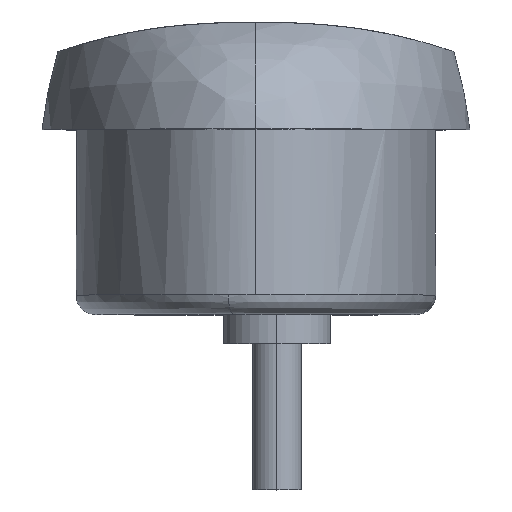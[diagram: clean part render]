
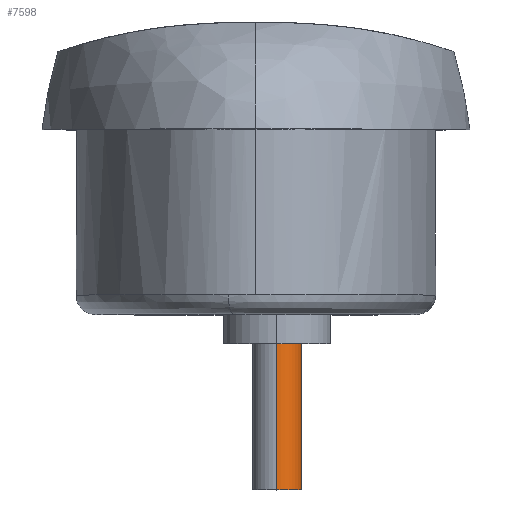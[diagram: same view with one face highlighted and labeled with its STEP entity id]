
A CAD part, top view. The second image highlights one B-rep face of the part: STEP entity #7598.
In plain terms, the highlighted cylindrical face has radius 2.5 mm (diameter 5 mm), a partial arc.
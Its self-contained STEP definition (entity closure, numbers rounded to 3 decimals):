
#14 = CARTESIAN_POINT ( 'NONE',  ( 2.15, -48., -2.5 ) ) ;
#59 = CARTESIAN_POINT ( 'NONE',  ( 2.15, -48., -2.5 ) ) ;
#113 = DIRECTION ( 'NONE',  ( 0., 0., 1. ) ) ;
#523 = DIRECTION ( 'NONE',  ( 0., -1., 0. ) ) ;
#548 = VECTOR ( 'NONE', #1952, 1000. ) ;
#822 = ORIENTED_EDGE ( 'NONE', *, *, #4025, .T. ) ;
#955 = AXIS2_PLACEMENT_3D ( 'NONE', #6037, #7852, #113 ) ;
#1698 = ORIENTED_EDGE ( 'NONE', *, *, #2627, .F. ) ;
#1764 = VERTEX_POINT ( 'NONE', #6957 ) ;
#1952 = DIRECTION ( 'NONE',  ( 0., 1., 0. ) ) ;
#1969 = CYLINDRICAL_SURFACE ( 'NONE', #955, 2.5 ) ;
#2328 = CIRCLE ( 'NONE', #4274, 2.5 ) ;
#2339 = LINE ( 'NONE', #5014, #548 ) ;
#2627 = EDGE_CURVE ( 'NONE', #3394, #1764, #7272, .T. ) ;
#2736 = AXIS2_PLACEMENT_3D ( 'NONE', #4398, #5575, #3785 ) ;
#3177 = FACE_OUTER_BOUND ( 'NONE', #4231, .T. ) ;
#3375 = EDGE_CURVE ( 'NONE', #7540, #5943, #2328, .T. ) ;
#3394 = VERTEX_POINT ( 'NONE', #14 ) ;
#3785 = DIRECTION ( 'NONE',  ( 0., 0., -1. ) ) ;
#4025 = EDGE_CURVE ( 'NONE', #3394, #7540, #5765, .T. ) ;
#4151 = DIRECTION ( 'NONE',  ( 0., 0., -1. ) ) ;
#4231 = EDGE_LOOP ( 'NONE', ( #1698, #822, #6197, #4748 ) ) ;
#4274 = AXIS2_PLACEMENT_3D ( 'NONE', #4775, #523, #4151 ) ;
#4398 = CARTESIAN_POINT ( 'NONE',  ( 2.15, -48., 0. ) ) ;
#4748 = ORIENTED_EDGE ( 'NONE', *, *, #4873, .F. ) ;
#4775 = CARTESIAN_POINT ( 'NONE',  ( 2.15, -33., 0. ) ) ;
#4873 = EDGE_CURVE ( 'NONE', #1764, #5943, #2339, .T. ) ;
#5014 = CARTESIAN_POINT ( 'NONE',  ( 2.15, -48., 2.5 ) ) ;
#5178 = CARTESIAN_POINT ( 'NONE',  ( 2.15, -33., 2.5 ) ) ;
#5575 = DIRECTION ( 'NONE',  ( 0., -1., 0. ) ) ;
#5765 = LINE ( 'NONE', #59, #6423 ) ;
#5842 = DIRECTION ( 'NONE',  ( 0., 1., 0. ) ) ;
#5943 = VERTEX_POINT ( 'NONE', #5178 ) ;
#6037 = CARTESIAN_POINT ( 'NONE',  ( 2.15, -48., 0. ) ) ;
#6197 = ORIENTED_EDGE ( 'NONE', *, *, #3375, .T. ) ;
#6423 = VECTOR ( 'NONE', #5842, 1000. ) ;
#6957 = CARTESIAN_POINT ( 'NONE',  ( 2.15, -48., 2.5 ) ) ;
#7224 = CARTESIAN_POINT ( 'NONE',  ( 2.15, -33., -2.5 ) ) ;
#7272 = CIRCLE ( 'NONE', #2736, 2.5 ) ;
#7540 = VERTEX_POINT ( 'NONE', #7224 ) ;
#7598 = ADVANCED_FACE ( 'NONE', ( #3177 ), #1969, .T. ) ;
#7852 = DIRECTION ( 'NONE',  ( 0., 1., 0. ) ) ;
